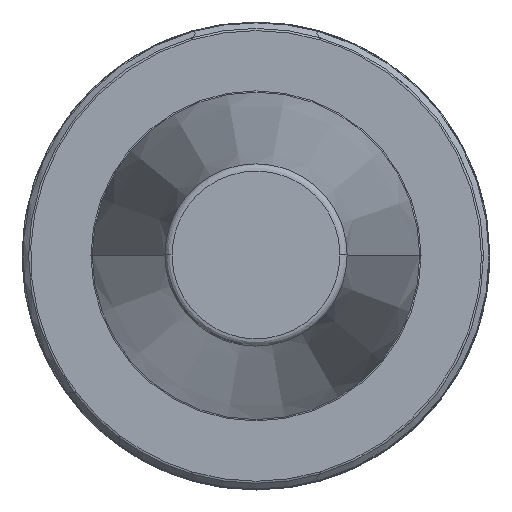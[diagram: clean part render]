
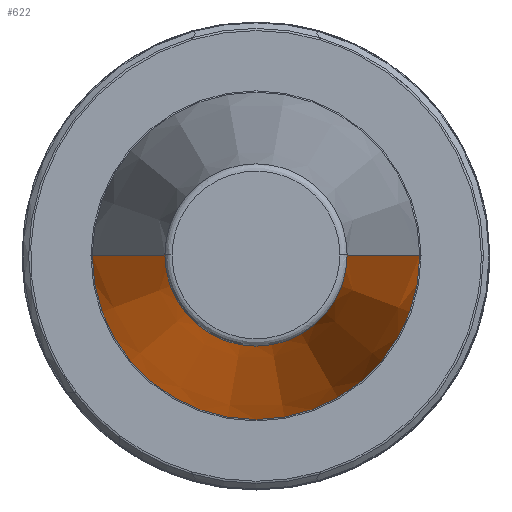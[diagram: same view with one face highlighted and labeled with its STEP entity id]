
A CAD part, top view. The second image highlights one B-rep face of the part: STEP entity #622.
In plain terms, the highlighted conical face has half-angle 8.297 degrees and reference radius 12.375 mm.
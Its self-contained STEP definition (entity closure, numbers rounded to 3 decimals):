
#124 = DIRECTION ( 'NONE',  ( 0.144, 0., -0.99 ) ) ;
#156 = VERTEX_POINT ( 'NONE', #1716 ) ;
#165 = VERTEX_POINT ( 'NONE', #1180 ) ;
#189 = DIRECTION ( 'NONE',  ( -1., 0., 0. ) ) ;
#247 = CARTESIAN_POINT ( 'NONE',  ( 0., 0., 0. ) ) ;
#452 = CARTESIAN_POINT ( 'NONE',  ( 0., 0., 67.544 ) ) ;
#514 = DIRECTION ( 'NONE',  ( 0., 0., 1. ) ) ;
#555 = DIRECTION ( 'NONE',  ( 0., 0., -1. ) ) ;
#622 = ADVANCED_FACE ( 'NONE', ( #2200 ), #2331, .T. ) ;
#718 = DIRECTION ( 'NONE',  ( 0., 0., 1. ) ) ;
#793 = DIRECTION ( 'NONE',  ( -1., 0., 0. ) ) ;
#801 = DIRECTION ( 'NONE',  ( -0.144, 0., -0.99 ) ) ;
#935 = CARTESIAN_POINT ( 'NONE',  ( 0., 0., 67.544 ) ) ;
#1008 = ORIENTED_EDGE ( 'NONE', *, *, #3113, .T. ) ;
#1041 = CARTESIAN_POINT ( 'NONE',  ( 12.375, 0., 67.544 ) ) ;
#1069 = EDGE_LOOP ( 'NONE', ( #1913, #2662, #1008, #1674 ) ) ;
#1143 = EDGE_CURVE ( 'NONE', #3199, #165, #1213, .T. ) ;
#1180 = CARTESIAN_POINT ( 'NONE',  ( 22.225, 0., 0. ) ) ;
#1208 = VECTOR ( 'NONE', #124, 1000. ) ;
#1213 = LINE ( 'NONE', #1975, #1208 ) ;
#1270 = EDGE_CURVE ( 'NONE', #156, #3199, #1454, .T. ) ;
#1293 = LINE ( 'NONE', #2083, #1299 ) ;
#1299 = VECTOR ( 'NONE', #801, 1000. ) ;
#1454 = CIRCLE ( 'NONE', #1500, 12.375 ) ;
#1500 = AXIS2_PLACEMENT_3D ( 'NONE', #452, #718, #189 ) ;
#1674 = ORIENTED_EDGE ( 'NONE', *, *, #2875, .T. ) ;
#1716 = CARTESIAN_POINT ( 'NONE',  ( -12.375, 0., 67.544 ) ) ;
#1729 = AXIS2_PLACEMENT_3D ( 'NONE', #247, #514, #2659 ) ;
#1913 = ORIENTED_EDGE ( 'NONE', *, *, #1143, .F. ) ;
#1975 = CARTESIAN_POINT ( 'NONE',  ( 12.375, 0., 67.544 ) ) ;
#2047 = AXIS2_PLACEMENT_3D ( 'NONE', #935, #555, #793 ) ;
#2083 = CARTESIAN_POINT ( 'NONE',  ( -12.375, 0., 67.544 ) ) ;
#2200 = FACE_OUTER_BOUND ( 'NONE', #1069, .T. ) ;
#2331 = CONICAL_SURFACE ( 'NONE', #2047, 12.375, 0.145 ) ;
#2391 = VERTEX_POINT ( 'NONE', #3319 ) ;
#2459 = CIRCLE ( 'NONE', #1729, 22.225 ) ;
#2659 = DIRECTION ( 'NONE',  ( 1., 0., 0. ) ) ;
#2662 = ORIENTED_EDGE ( 'NONE', *, *, #1270, .F. ) ;
#2875 = EDGE_CURVE ( 'NONE', #2391, #165, #2459, .T. ) ;
#3113 = EDGE_CURVE ( 'NONE', #156, #2391, #1293, .T. ) ;
#3199 = VERTEX_POINT ( 'NONE', #1041 ) ;
#3319 = CARTESIAN_POINT ( 'NONE',  ( -22.225, 0., 0. ) ) ;
